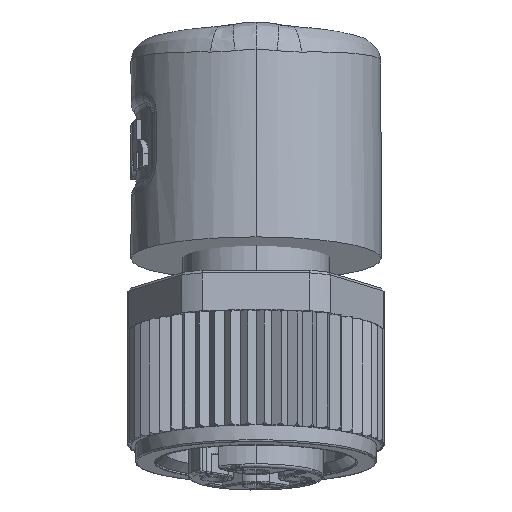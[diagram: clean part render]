
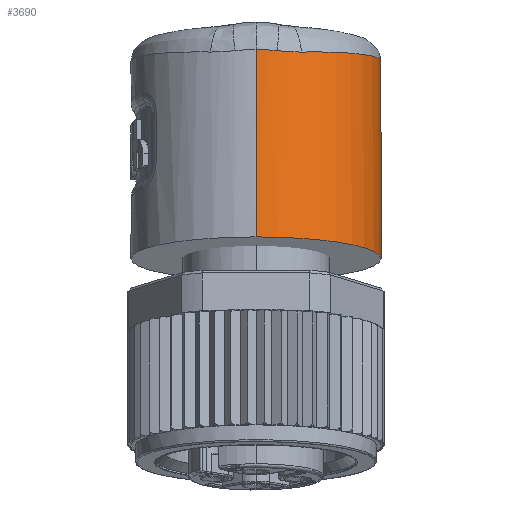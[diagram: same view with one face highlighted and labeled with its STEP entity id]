
A CAD part, front view. The second image highlights one B-rep face of the part: STEP entity #3690.
In plain terms, the highlighted cylindrical face has radius 7.5 mm (diameter 15 mm), a partial arc.
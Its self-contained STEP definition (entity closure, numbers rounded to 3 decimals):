
#3690=ADVANCED_FACE('',(#7386),#7387,.T.);
#7386=FACE_OUTER_BOUND('',#23411,.T.);
#7387=CYLINDRICAL_SURFACE('',#23412,7.5);
#23411=EDGE_LOOP('',(#35307,#35308,#35309,#35310,#35311,#35312,#35313,#35314,#35315,#35316,#35317));
#23412=AXIS2_PLACEMENT_3D('',#35318,#35319,#35320);
#35307=ORIENTED_EDGE('',*,*,#39646,.F.);
#35308=ORIENTED_EDGE('',*,*,#39650,.F.);
#35309=ORIENTED_EDGE('',*,*,#39787,.F.);
#35310=ORIENTED_EDGE('',*,*,#39788,.F.);
#35311=ORIENTED_EDGE('',*,*,#39789,.F.);
#35312=ORIENTED_EDGE('',*,*,#39652,.F.);
#35313=ORIENTED_EDGE('',*,*,#39642,.F.);
#35314=ORIENTED_EDGE('',*,*,#39790,.F.);
#35315=ORIENTED_EDGE('',*,*,#39697,.T.);
#35316=ORIENTED_EDGE('',*,*,#39791,.T.);
#35317=ORIENTED_EDGE('',*,*,#39639,.F.);
#35318=CARTESIAN_POINT('',(0.0,6.646,-7.682));
#35319=DIRECTION('',(0.0,-0.174,-0.985));
#35320=DIRECTION('',(0.0,-0.985,0.174));
#39639=EDGE_CURVE('',#45562,#45558,#45564,.T.);
#39642=EDGE_CURVE('',#45566,#45568,#45569,.T.);
#39646=EDGE_CURVE('',#45572,#45562,#45574,.T.);
#39650=EDGE_CURVE('',#45578,#45572,#45580,.T.);
#39652=EDGE_CURVE('',#45568,#45582,#45583,.T.);
#39697=EDGE_CURVE('',#45643,#45642,#45645,.T.);
#39787=EDGE_CURVE('',#45771,#45578,#45772,.T.);
#39788=EDGE_CURVE('',#45773,#45771,#45774,.T.);
#39789=EDGE_CURVE('',#45582,#45773,#45775,.T.);
#39790=EDGE_CURVE('',#45643,#45566,#45776,.T.);
#39791=EDGE_CURVE('',#45642,#45558,#45777,.T.);
#45558=VERTEX_POINT('',#57370);
#45562=VERTEX_POINT('',#57398);
#45564=B_SPLINE_CURVE_WITH_KNOTS('',3,(#57404,#57405,#57406,#57407,#57408,#57409,#57410,#57411,#57412,#57413,#57414,#57415,#57416,#57417,#57418,#57419,#57420,#57421,#57422,#57423,#57424,#57425),.UNSPECIFIED.,.F.,.F.,(4,1,1,1,1,1,1,1,1,1,1,1,1,1,1,1,1,1,1,4),(0.0,0.053,0.105,0.158,0.211,0.263,0.316,0.368,0.421,0.474,0.526,0.579,0.632,0.684,0.737,0.789,0.842,0.895,0.947,1.0),.UNSPECIFIED.);
#45566=VERTEX_POINT('',#57427);
#45568=VERTEX_POINT('',#57435);
#45569=B_SPLINE_CURVE_WITH_KNOTS('',3,(#57436,#57437,#57438,#57439,#57440,#57441,#57442,#57443),.UNSPECIFIED.,.F.,.F.,(4,1,1,1,1,4),(0.0,0.203,0.406,0.606,0.804,1.0),.UNSPECIFIED.);
#45572=VERTEX_POINT('',#57452);
#45574=B_SPLINE_CURVE_WITH_KNOTS('',3,(#57457,#57458,#57459,#57460,#57461,#57462),.UNSPECIFIED.,.F.,.F.,(4,1,1,4),(0.0,0.333,0.667,1.0),.UNSPECIFIED.);
#45578=VERTEX_POINT('',#57471);
#45580=B_SPLINE_CURVE_WITH_KNOTS('',3,(#57476,#57477,#57478,#57479,#57480,#57481),.UNSPECIFIED.,.F.,.F.,(4,1,1,4),(0.0,0.333,0.667,1.0),.UNSPECIFIED.);
#45582=VERTEX_POINT('',#57483);
#45583=B_SPLINE_CURVE_WITH_KNOTS('',3,(#57484,#57485,#57486,#57487,#57488,#57489),.UNSPECIFIED.,.F.,.F.,(4,1,1,4),(0.0,0.333,0.667,1.0),.UNSPECIFIED.);
#45642=VERTEX_POINT('',#57678);
#45643=VERTEX_POINT('',#57679);
#45645=CIRCLE('',#57681,7.5);
#45771=VERTEX_POINT('',#58392);
#45772=B_SPLINE_CURVE_WITH_KNOTS('',3,(#58393,#58394,#58395,#58396,#58397,#58398),.UNSPECIFIED.,.F.,.F.,(4,1,1,4),(0.0,0.333,0.667,1.0),.UNSPECIFIED.);
#45773=VERTEX_POINT('',#58399);
#45774=B_SPLINE_CURVE_WITH_KNOTS('',3,(#58400,#58401,#58402,#58403,#58404,#58405),.UNSPECIFIED.,.F.,.F.,(4,1,1,4),(0.0,0.333,0.667,1.0),.UNSPECIFIED.);
#45775=B_SPLINE_CURVE_WITH_KNOTS('',3,(#58406,#58407,#58408,#58409,#58410,#58411,#58412,#58413,#58414,#58415,#58416,#58417,#58418,#58419,#58420),.UNSPECIFIED.,.F.,.F.,(4,1,1,1,1,1,1,1,1,1,1,1,4),(0.0,0.083,0.167,0.25,0.333,0.417,0.5,0.583,0.667,0.75,0.833,0.917,1.0),.UNSPECIFIED.);
#45776=LINE('',#58421,#58422);
#45777=LINE('',#58423,#58424);
#57370=CARTESIAN_POINT('',(0.,14.348,-7.187));
#57398=CARTESIAN_POINT('',(6.536,11.568,-0.949));
#57404=CARTESIAN_POINT('',(6.536,11.568,-0.949));
#57405=CARTESIAN_POINT('',(6.52,11.574,-1.077));
#57406=CARTESIAN_POINT('',(6.481,11.598,-1.342));
#57407=CARTESIAN_POINT('',(6.394,11.67,-1.769));
#57408=CARTESIAN_POINT('',(6.273,11.784,-2.227));
#57409=CARTESIAN_POINT('',(6.109,11.942,-2.719));
#57410=CARTESIAN_POINT('',(5.893,12.145,-3.24));
#57411=CARTESIAN_POINT('',(5.622,12.382,-3.772));
#57412=CARTESIAN_POINT('',(5.296,12.642,-4.298));
#57413=CARTESIAN_POINT('',(4.928,12.904,-4.791));
#57414=CARTESIAN_POINT('',(4.528,13.155,-5.239));
#57415=CARTESIAN_POINT('',(4.105,13.387,-5.637));
#57416=CARTESIAN_POINT('',(3.667,13.595,-5.984));
#57417=CARTESIAN_POINT('',(3.219,13.777,-6.282));
#57418=CARTESIAN_POINT('',(2.764,13.934,-6.534));
#57419=CARTESIAN_POINT('',(2.305,14.064,-6.741));
#57420=CARTESIAN_POINT('',(1.844,14.169,-6.907));
#57421=CARTESIAN_POINT('',(1.381,14.25,-7.034));
#57422=CARTESIAN_POINT('',(0.918,14.307,-7.123));
#57423=CARTESIAN_POINT('',(0.457,14.341,-7.175));
#57424=CARTESIAN_POINT('',(0.152,14.348,-7.187));
#57425=CARTESIAN_POINT('',(0.,14.348,-7.187));
#57427=CARTESIAN_POINT('',(0.,1.239,4.847));
#57435=CARTESIAN_POINT('',(1.266,1.337,4.784));
#57436=CARTESIAN_POINT('',(0.,1.239,4.847));
#57437=CARTESIAN_POINT('',(0.086,1.239,4.847));
#57438=CARTESIAN_POINT('',(0.259,1.242,4.846));
#57439=CARTESIAN_POINT('',(0.516,1.254,4.839));
#57440=CARTESIAN_POINT('',(0.769,1.274,4.828));
#57441=CARTESIAN_POINT('',(1.019,1.302,4.81));
#57442=CARTESIAN_POINT('',(1.184,1.325,4.794));
#57443=CARTESIAN_POINT('',(1.266,1.337,4.784));
#57452=CARTESIAN_POINT('',(6.569,11.604,-0.401));
#57457=CARTESIAN_POINT('',(6.569,11.604,-0.401));
#57458=CARTESIAN_POINT('',(6.569,11.594,-0.458));
#57459=CARTESIAN_POINT('',(6.568,11.576,-0.576));
#57460=CARTESIAN_POINT('',(6.557,11.563,-0.758));
#57461=CARTESIAN_POINT('',(6.544,11.565,-0.885));
#57462=CARTESIAN_POINT('',(6.536,11.568,-0.949));
#57471=CARTESIAN_POINT('',(6.561,11.795,0.599));
#57476=CARTESIAN_POINT('',(6.561,11.795,0.599));
#57477=CARTESIAN_POINT('',(6.562,11.774,0.488));
#57478=CARTESIAN_POINT('',(6.564,11.732,0.266));
#57479=CARTESIAN_POINT('',(6.567,11.667,-0.067));
#57480=CARTESIAN_POINT('',(6.568,11.625,-0.29));
#57481=CARTESIAN_POINT('',(6.569,11.604,-0.401));
#57483=CARTESIAN_POINT('',(2.72,1.732,4.701));
#57484=CARTESIAN_POINT('',(1.266,1.337,4.784));
#57485=CARTESIAN_POINT('',(1.44,1.364,4.765));
#57486=CARTESIAN_POINT('',(1.781,1.43,4.731));
#57487=CARTESIAN_POINT('',(2.267,1.564,4.702));
#57488=CARTESIAN_POINT('',(2.572,1.673,4.699));
#57489=CARTESIAN_POINT('',(2.72,1.732,4.701));
#57678=CARTESIAN_POINT('',(0.,14.032,-8.984));
#57679=CARTESIAN_POINT('',(0.0,-0.741,-6.379));
#57681=AXIS2_PLACEMENT_3D('',#64654,#64655,#64656);
#58392=CARTESIAN_POINT('',(6.507,12.012,1.274));
#58393=CARTESIAN_POINT('',(6.507,12.012,1.274));
#58394=CARTESIAN_POINT('',(6.519,11.977,1.194));
#58395=CARTESIAN_POINT('',(6.539,11.913,1.038));
#58396=CARTESIAN_POINT('',(6.556,11.841,0.812));
#58397=CARTESIAN_POINT('',(6.561,11.808,0.669));
#58398=CARTESIAN_POINT('',(6.561,11.795,0.599));
#58399=CARTESIAN_POINT('',(5.818,13.425,3.511));
#58400=CARTESIAN_POINT('',(5.818,13.425,3.511));
#58401=CARTESIAN_POINT('',(5.945,13.22,3.248));
#58402=CARTESIAN_POINT('',(6.158,12.838,2.731));
#58403=CARTESIAN_POINT('',(6.378,12.363,1.986));
#58404=CARTESIAN_POINT('',(6.471,12.117,1.509));
#58405=CARTESIAN_POINT('',(6.507,12.012,1.274));
#58406=CARTESIAN_POINT('',(2.72,1.732,4.701));
#58407=CARTESIAN_POINT('',(3.086,1.877,4.707));
#58408=CARTESIAN_POINT('',(3.796,2.226,4.71));
#58409=CARTESIAN_POINT('',(4.763,2.904,4.689));
#58410=CARTESIAN_POINT('',(5.613,3.722,4.644));
#58411=CARTESIAN_POINT('',(6.321,4.651,4.577));
#58412=CARTESIAN_POINT('',(6.89,5.702,4.488));
#58413=CARTESIAN_POINT('',(7.282,6.819,4.381));
#58414=CARTESIAN_POINT('',(7.492,7.984,4.257));
#58415=CARTESIAN_POINT('',(7.52,9.138,4.124));
#58416=CARTESIAN_POINT('',(7.361,10.32,3.976));
#58417=CARTESIAN_POINT('',(7.019,11.445,3.823));
#58418=CARTESIAN_POINT('',(6.508,12.494,3.667));
#58419=CARTESIAN_POINT('',(6.063,13.128,3.563));
#58420=CARTESIAN_POINT('',(5.818,13.425,3.511));
#58421=CARTESIAN_POINT('',(0.0,-0.741,-6.379));
#58422=VECTOR('',#64676,11.4);
#58423=CARTESIAN_POINT('',(0.,14.032,-8.984));
#58424=VECTOR('',#64677,1.825);
#64654=CARTESIAN_POINT('',(0.0,6.646,-7.682));
#64655=DIRECTION('',(0.0,0.174,0.985));
#64656=DIRECTION('',(0.0,-0.985,0.174));
#64676=DIRECTION('',(0.,0.174,0.985));
#64677=DIRECTION('',(0.,0.174,0.985));
